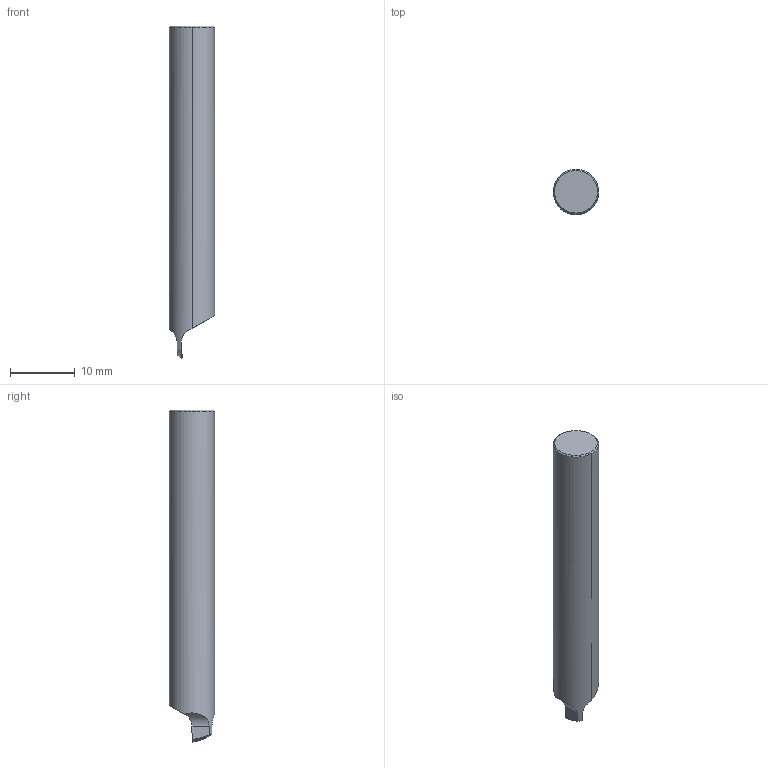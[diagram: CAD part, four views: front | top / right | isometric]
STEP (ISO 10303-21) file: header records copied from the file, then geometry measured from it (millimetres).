
FILE_DESCRIPTION(('no description'),'unknown implementation level');
FILE_NAME('4B600E2A-BB25-4851-A970-C1CF19B986C8_export.stp',' ',('CIMSOURCE GmbH'),('CADClick - KiM GmbH - www.kimweb.de'),'unknown preprocess','ACIS','unknown authorization');
FILE_SCHEMA(('automotive_design'));
Length unit declared in the file: millimetre
Products named in the file (1): Linear austragen2
Bounding box: 7 x 7 x 51.26 mm (x, y, z)
Volume: 1793 mm3; surface area: 1114.8 mm2
Topology: 1 solids, 1 shells, 18 faces, 43 edges, 27 vertices
Faces by surface type: plane 9, cylinder 5, cone 3, bspline 1
Entity records: 1635 total; most frequent: CARTESIAN_POINT 698, STYLED_ITEM 89, PRESENTATION_STYLE_ASSIGNMENT 89, DIRECTION 89, COLOUR_RGB 89, ORIENTED_EDGE 86, EDGE_CURVE 43, CURVE_STYLE 43
